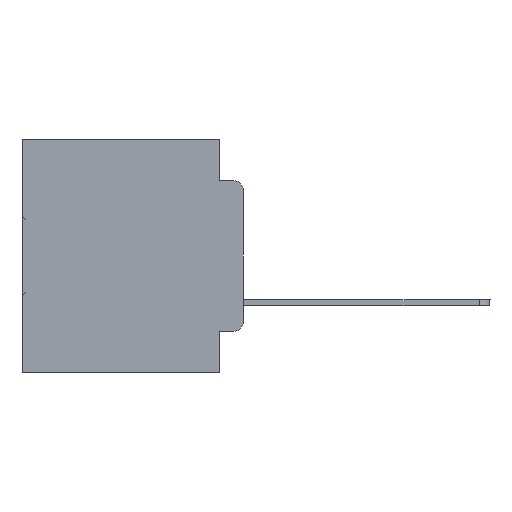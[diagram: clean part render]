
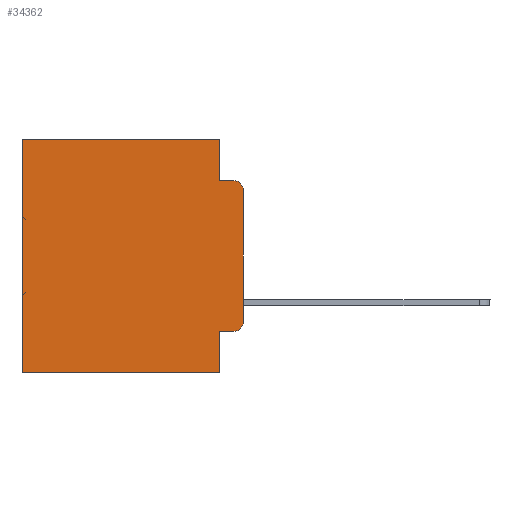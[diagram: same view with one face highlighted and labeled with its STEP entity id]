
A CAD part, left-side view. The second image highlights one B-rep face of the part: STEP entity #34362.
In plain terms, the highlighted planar face has unit normal (-1, 0, 0).
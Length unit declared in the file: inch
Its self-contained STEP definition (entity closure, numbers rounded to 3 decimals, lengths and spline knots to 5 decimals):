
#236 = EDGE_CURVE ( 'NONE', #26875, #926, #3597, .T. ) ;
#405 = ORIENTED_EDGE ( 'NONE', *, *, #6014, .T. ) ;
#820 = EDGE_CURVE ( 'NONE', #26128, #26875, #11460, .T. ) ;
#926 = VERTEX_POINT ( 'NONE', #16798 ) ;
#933 = VERTEX_POINT ( 'NONE', #8337 ) ;
#1350 = VECTOR ( 'NONE', #35549, 39.37008 ) ;
#2354 = CARTESIAN_POINT ( 'NONE',  ( 0.298, 0.02, -0.1085 ) ) ;
#2712 = EDGE_CURVE ( 'NONE', #21099, #6230, #33848, .T. ) ;
#3297 = VECTOR ( 'NONE', #9734, 39.37008 ) ;
#3464 = LINE ( 'NONE', #33709, #4381 ) ;
#3597 = LINE ( 'NONE', #6756, #14156 ) ;
#3940 = CARTESIAN_POINT ( 'NONE',  ( 0.298, 0., -0.3915 ) ) ;
#4059 = CIRCLE ( 'NONE', #17114, 0.02 ) ;
#4381 = VECTOR ( 'NONE', #25890, 39.37008 ) ;
#5125 = PLANE ( 'NONE',  #7127 ) ;
#5185 = DIRECTION ( 'NONE',  ( 0., -1., 0. ) ) ;
#5609 = ORIENTED_EDGE ( 'NONE', *, *, #29601, .T. ) ;
#5699 = CARTESIAN_POINT ( 'NONE',  ( 0.298, 0.051, 0. ) ) ;
#6014 = EDGE_CURVE ( 'NONE', #26128, #12820, #14302, .T. ) ;
#6230 = VERTEX_POINT ( 'NONE', #29158 ) ;
#6315 = CARTESIAN_POINT ( 'NONE',  ( 0.298, 0.051, 0. ) ) ;
#6756 = CARTESIAN_POINT ( 'NONE',  ( 0.298, 0.051, -0.0885 ) ) ;
#7127 = AXIS2_PLACEMENT_3D ( 'NONE', #10551, #10890, #27584 ) ;
#7598 = CARTESIAN_POINT ( 'NONE',  ( 0.298, 0.02, -0.3915 ) ) ;
#8337 = CARTESIAN_POINT ( 'NONE',  ( 0.298, 0., -0.1085 ) ) ;
#8463 = LINE ( 'NONE', #22536, #32180 ) ;
#9000 = VECTOR ( 'NONE', #20898, 39.37008 ) ;
#9428 = CIRCLE ( 'NONE', #22219, 0.02 ) ;
#9734 = DIRECTION ( 'NONE',  ( 0., 0., -1. ) ) ;
#10551 = CARTESIAN_POINT ( 'NONE',  ( 0.298, 0., 0. ) ) ;
#10890 = DIRECTION ( 'NONE',  ( 1., 0., 0. ) ) ;
#11460 = LINE ( 'NONE', #5699, #1350 ) ;
#12204 = EDGE_CURVE ( 'NONE', #933, #926, #4059, .T. ) ;
#12682 = ORIENTED_EDGE ( 'NONE', *, *, #29769, .T. ) ;
#12820 = VERTEX_POINT ( 'NONE', #26861 ) ;
#12890 = CARTESIAN_POINT ( 'NONE',  ( 0.298, 0.051, -0.4115 ) ) ;
#13184 = DIRECTION ( 'NONE',  ( 0., 0., -1. ) ) ;
#13276 = DIRECTION ( 'NONE',  ( 0., 1., 0. ) ) ;
#13943 = ORIENTED_EDGE ( 'NONE', *, *, #820, .F. ) ;
#14156 = VECTOR ( 'NONE', #5185, 39.37008 ) ;
#14302 = LINE ( 'NONE', #20050, #9000 ) ;
#15111 = ORIENTED_EDGE ( 'NONE', *, *, #29990, .F. ) ;
#16287 = DIRECTION ( 'NONE',  ( -1., 0., 0. ) ) ;
#16798 = CARTESIAN_POINT ( 'NONE',  ( 0.298, 0.02, -0.0885 ) ) ;
#17114 = AXIS2_PLACEMENT_3D ( 'NONE', #2354, #32835, #13184 ) ;
#17286 = ORIENTED_EDGE ( 'NONE', *, *, #2712, .F. ) ;
#17416 = DIRECTION ( 'NONE',  ( 0., -1., 0. ) ) ;
#19295 = VERTEX_POINT ( 'NONE', #29697 ) ;
#19551 = LINE ( 'NONE', #23789, #3297 ) ;
#19711 = ORIENTED_EDGE ( 'NONE', *, *, #30334, .F. ) ;
#20050 = CARTESIAN_POINT ( 'NONE',  ( 0.298, 0., 0. ) ) ;
#20898 = DIRECTION ( 'NONE',  ( 0., 1., 0. ) ) ;
#21099 = VERTEX_POINT ( 'NONE', #33958 ) ;
#21799 = DIRECTION ( 'NONE',  ( 0., 0., -1. ) ) ;
#21923 = VECTOR ( 'NONE', #13276, 39.37008 ) ;
#21970 = VECTOR ( 'NONE', #21799, 39.37008 ) ;
#22219 = AXIS2_PLACEMENT_3D ( 'NONE', #7598, #16287, #35462 ) ;
#22473 = FACE_OUTER_BOUND ( 'NONE', #26323, .T. ) ;
#22536 = CARTESIAN_POINT ( 'NONE',  ( 0.298, 0.051, -0.4115 ) ) ;
#23789 = CARTESIAN_POINT ( 'NONE',  ( 0.298, 0.473, 0. ) ) ;
#24032 = ORIENTED_EDGE ( 'NONE', *, *, #12204, .T. ) ;
#25890 = DIRECTION ( 'NONE',  ( 0., 0., -1. ) ) ;
#25989 = EDGE_CURVE ( 'NONE', #31507, #19295, #8463, .T. ) ;
#26128 = VERTEX_POINT ( 'NONE', #6315 ) ;
#26323 = EDGE_LOOP ( 'NONE', ( #19711, #24032, #26845, #13943, #405, #5609, #17286, #15111, #30973, #12682 ) ) ;
#26845 = ORIENTED_EDGE ( 'NONE', *, *, #236, .F. ) ;
#26861 = CARTESIAN_POINT ( 'NONE',  ( 0.298, 0.473, 0. ) ) ;
#26875 = VERTEX_POINT ( 'NONE', #28463 ) ;
#27584 = DIRECTION ( 'NONE',  ( 0., 0., -1. ) ) ;
#28463 = CARTESIAN_POINT ( 'NONE',  ( 0.298, 0.051, -0.0885 ) ) ;
#29158 = CARTESIAN_POINT ( 'NONE',  ( 0.298, 0.473, -0.5 ) ) ;
#29443 = CARTESIAN_POINT ( 'NONE',  ( 0.298, 0.051, 0. ) ) ;
#29497 = LINE ( 'NONE', #29443, #21970 ) ;
#29601 = EDGE_CURVE ( 'NONE', #12820, #6230, #19551, .T. ) ;
#29697 = CARTESIAN_POINT ( 'NONE',  ( 0.298, 0.02, -0.4115 ) ) ;
#29769 = EDGE_CURVE ( 'NONE', #19295, #32891, #9428, .T. ) ;
#29990 = EDGE_CURVE ( 'NONE', #31507, #21099, #29497, .T. ) ;
#30205 = CARTESIAN_POINT ( 'NONE',  ( 0.298, 0., -0.5 ) ) ;
#30334 = EDGE_CURVE ( 'NONE', #933, #32891, #3464, .T. ) ;
#30973 = ORIENTED_EDGE ( 'NONE', *, *, #25989, .T. ) ;
#31507 = VERTEX_POINT ( 'NONE', #12890 ) ;
#32180 = VECTOR ( 'NONE', #17416, 39.37008 ) ;
#32835 = DIRECTION ( 'NONE',  ( -1., 0., 0. ) ) ;
#32891 = VERTEX_POINT ( 'NONE', #3940 ) ;
#33709 = CARTESIAN_POINT ( 'NONE',  ( 0.298, 0., 0. ) ) ;
#33848 = LINE ( 'NONE', #30205, #21923 ) ;
#33958 = CARTESIAN_POINT ( 'NONE',  ( 0.298, 0.051, -0.5 ) ) ;
#34362 = ADVANCED_FACE ( 'NONE', ( #22473 ), #5125, .F. ) ;
#35462 = DIRECTION ( 'NONE',  ( 0., 0., -1. ) ) ;
#35549 = DIRECTION ( 'NONE',  ( 0., 0., -1. ) ) ;
